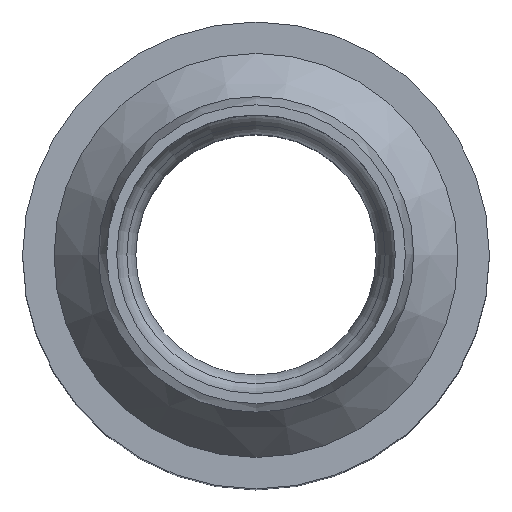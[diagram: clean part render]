
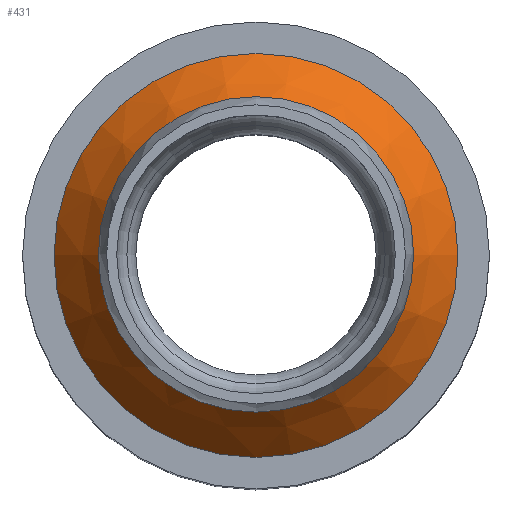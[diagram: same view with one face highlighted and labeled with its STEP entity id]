
A CAD part, top view. The second image highlights one B-rep face of the part: STEP entity #431.
In plain terms, the highlighted conical face has half-angle 38.776 degrees and reference radius 283.821 mm.
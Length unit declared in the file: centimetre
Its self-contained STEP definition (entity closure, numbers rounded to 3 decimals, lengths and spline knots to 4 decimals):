
#31=CONICAL_SURFACE('',#501,28.3821,0.677);
#67=FACE_OUTER_BOUND('',#96,.T.);
#96=EDGE_LOOP('',(#375,#376,#377,#378,#379));
#109=LINE('',#897,#120);
#120=VECTOR('',#653,28.3821);
#166=CIRCLE('',#500,32.9194);
#167=CIRCLE('',#502,23.8448);
#168=CIRCLE('',#503,23.8448);
#208=VERTEX_POINT('',#890);
#209=VERTEX_POINT('',#894);
#210=VERTEX_POINT('',#895);
#265=EDGE_CURVE('',#208,#208,#166,.T.);
#267=EDGE_CURVE('',#209,#210,#167,.T.);
#268=EDGE_CURVE('',#209,#208,#109,.T.);
#269=EDGE_CURVE('',#210,#209,#168,.T.);
#375=ORIENTED_EDGE('',*,*,#267,.F.);
#376=ORIENTED_EDGE('',*,*,#268,.T.);
#377=ORIENTED_EDGE('',*,*,#265,.T.);
#378=ORIENTED_EDGE('',*,*,#268,.F.);
#379=ORIENTED_EDGE('',*,*,#269,.F.);
#431=ADVANCED_FACE('',(#67),#31,.T.);
#500=AXIS2_PLACEMENT_3D('',#891,#646,#647);
#501=AXIS2_PLACEMENT_3D('',#893,#649,#650);
#502=AXIS2_PLACEMENT_3D('',#896,#651,#652);
#503=AXIS2_PLACEMENT_3D('',#898,#654,#655);
#646=DIRECTION('center_axis',(0.,0.,
1.));
#647=DIRECTION('ref_axis',(1.,0.,0.));
#649=DIRECTION('center_axis',(0.,0.,
-1.));
#650=DIRECTION('ref_axis',(1.,0.,0.));
#651=DIRECTION('center_axis',(0.,0.,
1.));
#652=DIRECTION('ref_axis',(1.,0.,0.));
#653=DIRECTION('',(-0.626,0.,-0.78));
#654=DIRECTION('center_axis',(0.,0.,
1.));
#655=DIRECTION('ref_axis',(1.,0.,0.));
#890=CARTESIAN_POINT('',(96.8779,97.1939,-159.0957));
#891=CARTESIAN_POINT('Origin',(129.7973,97.1939,-159.0957));
#893=CARTESIAN_POINT('Origin',(129.7973,97.1939,-153.4476));
#894=CARTESIAN_POINT('',(105.9525,97.1939,-147.7995));
#895=CARTESIAN_POINT('',(129.7973,121.0387,-147.7995));
#896=CARTESIAN_POINT('Origin',(129.7973,97.1939,-147.7995));
#897=CARTESIAN_POINT('',(101.4152,97.1939,-153.4476));
#898=CARTESIAN_POINT('Origin',(129.7973,97.1939,-147.7995));
